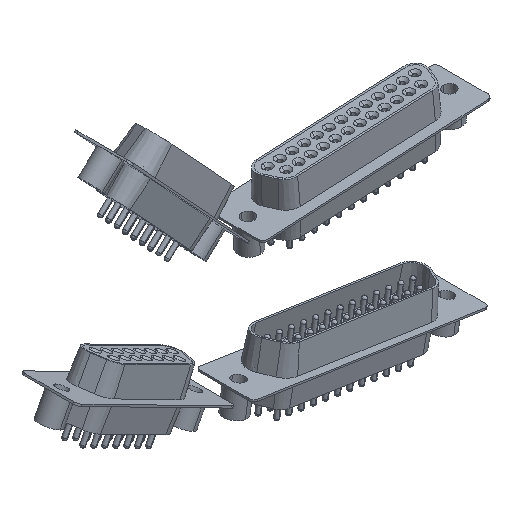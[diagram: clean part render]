
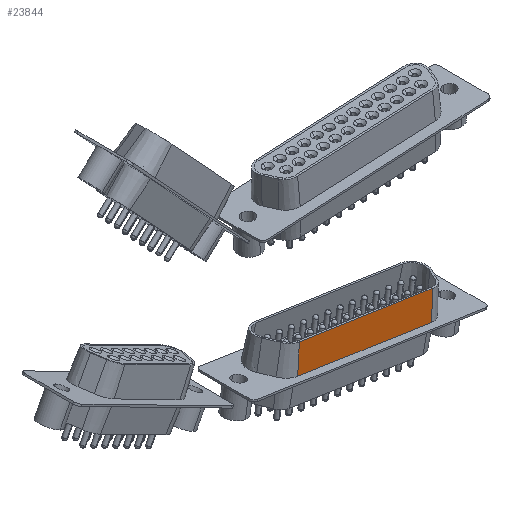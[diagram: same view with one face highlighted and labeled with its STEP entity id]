
A CAD part, isometric view. The second image highlights one B-rep face of the part: STEP entity #23844.
In plain terms, the highlighted face is planar.
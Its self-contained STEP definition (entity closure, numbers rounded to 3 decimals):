
#1121 = ORIENTED_EDGE ( 'NONE', *, *, #25026, .F. ) ;
#1763 = CARTESIAN_POINT ( 'NONE',  ( 32., 6.3, -6.321 ) ) ;
#2082 = CARTESIAN_POINT ( 'NONE',  ( 1.53, 6.3, -6.321 ) ) ;
#2975 = CARTESIAN_POINT ( 'NONE',  ( 1.53, 6.3, -6.321 ) ) ;
#5501 = DIRECTION ( 'NONE',  ( 0., -0.996, -0.087 ) ) ;
#6181 = CARTESIAN_POINT ( 'NONE',  ( 32., 6.3, -6.321 ) ) ;
#6524 = CARTESIAN_POINT ( 'NONE',  ( 1.53, 6.3, -6.321 ) ) ;
#7754 = EDGE_CURVE ( 'NONE', #22542, #20439, #11458, .T. ) ;
#8978 = DIRECTION ( 'NONE',  ( -1., 0., 0. ) ) ;
#9302 = CARTESIAN_POINT ( 'NONE',  ( 1.53, 12.37, -5.79 ) ) ;
#11097 = DIRECTION ( 'NONE',  ( -1., 0., 0. ) ) ;
#11458 = LINE ( 'NONE', #23725, #24569 ) ;
#11988 = DIRECTION ( 'NONE',  ( 0., 0.996, 0.087 ) ) ;
#13995 = VECTOR ( 'NONE', #11097, 1000. ) ;
#14738 = VECTOR ( 'NONE', #23373, 1000. ) ;
#16043 = ORIENTED_EDGE ( 'NONE', *, *, #16265, .T. ) ;
#16265 = EDGE_CURVE ( 'NONE', #22542, #30058, #27821, .T. ) ;
#16275 = EDGE_CURVE ( 'NONE', #30058, #20788, #20536, .T. ) ;
#17193 = ORIENTED_EDGE ( 'NONE', *, *, #16275, .T. ) ;
#17289 = AXIS2_PLACEMENT_3D ( 'NONE', #2082, #26785, #11988 ) ;
#17721 = FACE_OUTER_BOUND ( 'NONE', #28127, .T. ) ;
#20439 = VERTEX_POINT ( 'NONE', #9302 ) ;
#20536 = LINE ( 'NONE', #20922, #13995 ) ;
#20788 = VERTEX_POINT ( 'NONE', #6524 ) ;
#20849 = CARTESIAN_POINT ( 'NONE',  ( 32., 12.37, -5.79 ) ) ;
#20922 = CARTESIAN_POINT ( 'NONE',  ( 1.53, 6.3, -6.321 ) ) ;
#21801 = PLANE ( 'NONE',  #17289 ) ;
#22542 = VERTEX_POINT ( 'NONE', #20849 ) ;
#23373 = DIRECTION ( 'NONE',  ( 0., -0.996, -0.087 ) ) ;
#23725 = CARTESIAN_POINT ( 'NONE',  ( 1.53, 12.37, -5.79 ) ) ;
#23844 = ADVANCED_FACE ( 'NONE', ( #17721 ), #21801, .T. ) ;
#24569 = VECTOR ( 'NONE', #8978, 1000. ) ;
#24655 = ORIENTED_EDGE ( 'NONE', *, *, #7754, .F. ) ;
#25026 = EDGE_CURVE ( 'NONE', #20439, #20788, #27176, .T. ) ;
#26785 = DIRECTION ( 'NONE',  ( 0., 0.087, -0.996 ) ) ;
#27176 = LINE ( 'NONE', #2975, #29463 ) ;
#27821 = LINE ( 'NONE', #6181, #14738 ) ;
#28127 = EDGE_LOOP ( 'NONE', ( #17193, #1121, #24655, #16043 ) ) ;
#29463 = VECTOR ( 'NONE', #5501, 1000. ) ;
#30058 = VERTEX_POINT ( 'NONE', #1763 ) ;
